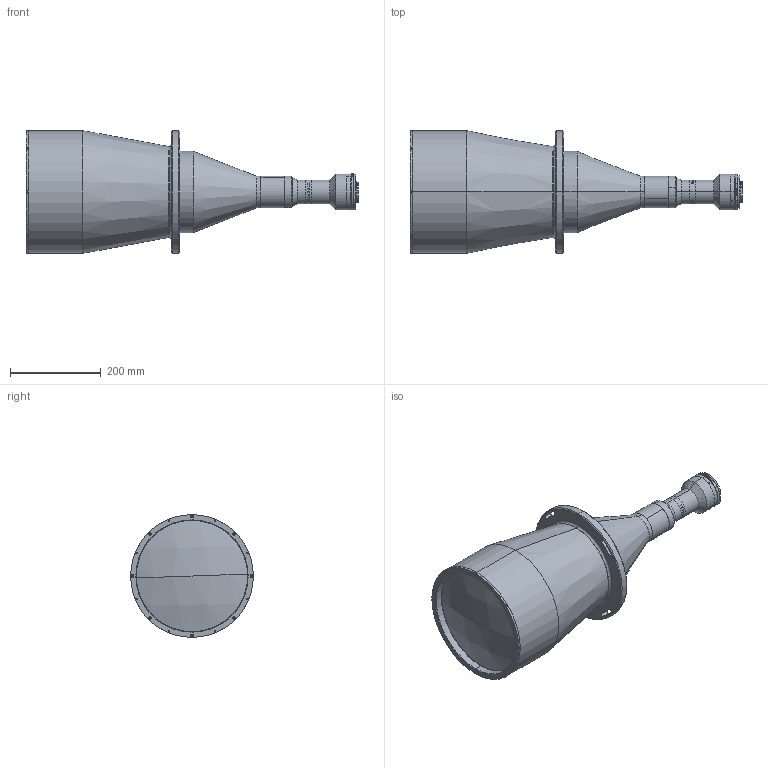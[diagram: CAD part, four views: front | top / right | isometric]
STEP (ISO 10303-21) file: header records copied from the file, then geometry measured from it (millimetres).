
FILE_DESCRIPTION (( 'STEP AP203' ), '1' );
FILE_NAME ('XF-PTL23835-F.STEP', '2019-07-22T06:38:08', ( 'puyufan' ), ( '' ), 'SwSTEP 2.0', 'SolidWorks 2014', '' );
FILE_SCHEMA (( 'CONFIG_CONTROL_DESIGN' ));
Length unit declared in the file: millimetre
Products named in the file (1): XF-PTL23835-F
Bounding box: 730.28 x 270 x 270 mm (x, y, z)
Surface area: 564558.5 mm2 (no closed solid volume)
Topology: 0 solids, 52 shells, 352 faces, 1528 edges, 1221 vertices
Faces by surface type: cylinder 163, plane 123, cone 46, torus 16, sphere 4
Entity records: 21316 total; most frequent: CARTESIAN_POINT 8938, DIRECTION 2559, ORIENTED_EDGE 2178, EDGE_CURVE 1526, VERTEX_POINT 1221, AXIS2_PLACEMENT_3D 954, VECTOR 651, LINE 651
